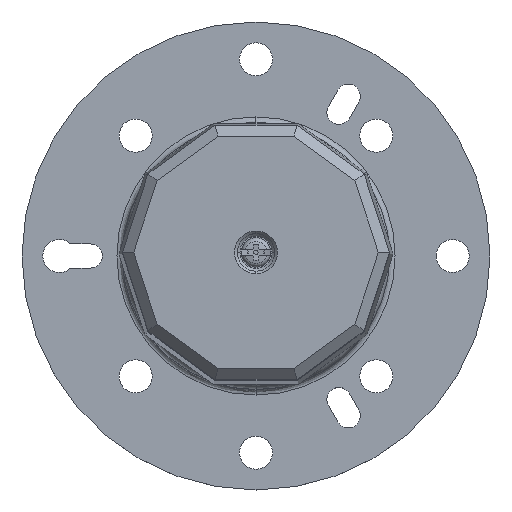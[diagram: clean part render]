
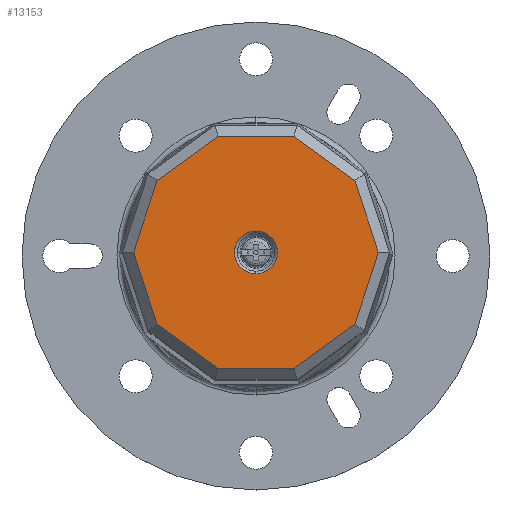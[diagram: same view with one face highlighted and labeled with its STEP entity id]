
A CAD part, top view. The second image highlights one B-rep face of the part: STEP entity #13153.
In plain terms, the highlighted planar face has unit normal (0, 0, 1).
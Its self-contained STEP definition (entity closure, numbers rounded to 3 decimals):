
#12385=CARTESIAN_POINT('',(0.,-4.,380.));
#12386=VERTEX_POINT('',#12385);
#12395=CARTESIAN_POINT('',(0.,4.,380.));
#12396=VERTEX_POINT('',#12395);
#12397=CARTESIAN_POINT('',(0.,0.,380.));
#12398=DIRECTION('',(0.0,0.0,1.0));
#12399=DIRECTION('',(0.0,-1.0,0.0));
#12400=AXIS2_PLACEMENT_3D('',#12397,#12398,#12399);
#12401=CIRCLE('',#12400,4.0);
#12402=EDGE_CURVE('',#12386,#12396,#12401,.T.);
#12891=CARTESIAN_POINT('',(-7.067,-21.75,380.));
#12892=VERTEX_POINT('',#12891);
#12893=CARTESIAN_POINT('',(-18.502,-13.442,380.));
#12894=VERTEX_POINT('',#12893);
#12895=CARTESIAN_POINT('',(-7.067,-21.75,380.));
#12896=DIRECTION('',(-0.809,0.588,0.0));
#12897=VECTOR('',#12896,14.134);
#12898=LINE('',#12895,#12897);
#12899=EDGE_CURVE('',#12892,#12894,#12898,.T.);
#12922=CARTESIAN_POINT('',(-22.869,0.,380.));
#12923=VERTEX_POINT('',#12922);
#12924=CARTESIAN_POINT('',(-18.502,-13.442,380.));
#12925=DIRECTION('',(-0.309,0.951,0.0));
#12926=VECTOR('',#12925,14.134);
#12927=LINE('',#12924,#12926);
#12928=EDGE_CURVE('',#12894,#12923,#12927,.T.);
#12946=CARTESIAN_POINT('',(-18.502,13.442,380.));
#12947=VERTEX_POINT('',#12946);
#12948=CARTESIAN_POINT('',(-22.869,0.,380.));
#12949=DIRECTION('',(0.309,0.951,0.0));
#12950=VECTOR('',#12949,14.134);
#12951=LINE('',#12948,#12950);
#12952=EDGE_CURVE('',#12923,#12947,#12951,.T.);
#12970=CARTESIAN_POINT('',(-7.067,21.75,380.));
#12971=VERTEX_POINT('',#12970);
#12972=CARTESIAN_POINT('',(-18.502,13.442,380.));
#12973=DIRECTION('',(0.809,0.588,0.0));
#12974=VECTOR('',#12973,14.134);
#12975=LINE('',#12972,#12974);
#12976=EDGE_CURVE('',#12947,#12971,#12975,.T.);
#12994=CARTESIAN_POINT('',(7.067,21.75,380.));
#12995=VERTEX_POINT('',#12994);
#12996=CARTESIAN_POINT('',(-7.067,21.75,380.));
#12997=DIRECTION('',(1.0,0.0,0.0));
#12998=VECTOR('',#12997,14.134);
#12999=LINE('',#12996,#12998);
#13000=EDGE_CURVE('',#12971,#12995,#12999,.T.);
#13018=CARTESIAN_POINT('',(18.502,13.442,380.));
#13019=VERTEX_POINT('',#13018);
#13020=CARTESIAN_POINT('',(7.067,21.75,380.));
#13021=DIRECTION('',(0.809,-0.588,0.0));
#13022=VECTOR('',#13021,14.134);
#13023=LINE('',#13020,#13022);
#13024=EDGE_CURVE('',#12995,#13019,#13023,.T.);
#13042=CARTESIAN_POINT('',(22.869,0.,380.));
#13043=VERTEX_POINT('',#13042);
#13044=CARTESIAN_POINT('',(18.502,13.442,380.));
#13045=DIRECTION('',(0.309,-0.951,0.0));
#13046=VECTOR('',#13045,14.134);
#13047=LINE('',#13044,#13046);
#13048=EDGE_CURVE('',#13019,#13043,#13047,.T.);
#13066=CARTESIAN_POINT('',(18.502,-13.442,380.));
#13067=VERTEX_POINT('',#13066);
#13068=CARTESIAN_POINT('',(22.869,0.,380.));
#13069=DIRECTION('',(-0.309,-0.951,0.0));
#13070=VECTOR('',#13069,14.134);
#13071=LINE('',#13068,#13070);
#13072=EDGE_CURVE('',#13043,#13067,#13071,.T.);
#13090=CARTESIAN_POINT('',(7.067,-21.75,380.));
#13091=VERTEX_POINT('',#13090);
#13092=CARTESIAN_POINT('',(18.502,-13.442,380.));
#13093=DIRECTION('',(-0.809,-0.588,0.0));
#13094=VECTOR('',#13093,14.134);
#13095=LINE('',#13092,#13094);
#13096=EDGE_CURVE('',#13067,#13091,#13095,.T.);
#13114=CARTESIAN_POINT('',(7.067,-21.75,380.));
#13115=DIRECTION('',(-1.0,0.0,0.0));
#13116=VECTOR('',#13115,14.134);
#13117=LINE('',#13114,#13116);
#13118=EDGE_CURVE('',#13091,#12892,#13117,.T.);
#13126=CARTESIAN_POINT('',(25.156,-23.925,380.));
#13127=DIRECTION('',(0.0,0.0,1.0));
#13128=DIRECTION('',(1.0,0.0,0.0));
#13129=AXIS2_PLACEMENT_3D('',#13126,#13127,#13128);
#13130=PLANE('',#13129);
#13131=ORIENTED_EDGE('',*,*,#12899,.F.);
#13132=ORIENTED_EDGE('',*,*,#13118,.F.);
#13133=ORIENTED_EDGE('',*,*,#13096,.F.);
#13134=ORIENTED_EDGE('',*,*,#13072,.F.);
#13135=ORIENTED_EDGE('',*,*,#13048,.F.);
#13136=ORIENTED_EDGE('',*,*,#13024,.F.);
#13137=ORIENTED_EDGE('',*,*,#13000,.F.);
#13138=ORIENTED_EDGE('',*,*,#12976,.F.);
#13139=ORIENTED_EDGE('',*,*,#12952,.F.);
#13140=ORIENTED_EDGE('',*,*,#12928,.F.);
#13141=EDGE_LOOP('',(#13131,#13132,#13133,#13134,#13135,#13136,#13137,#13138,#13139,#13140));
#13142=FACE_OUTER_BOUND('',#13141,.T.);
#13143=CARTESIAN_POINT('',(0.,0.,380.));
#13144=DIRECTION('',(0.0,0.0,1.0));
#13145=DIRECTION('',(0.0,-1.0,0.0));
#13146=AXIS2_PLACEMENT_3D('',#13143,#13144,#13145);
#13147=CIRCLE('',#13146,4.0);
#13148=EDGE_CURVE('',#12396,#12386,#13147,.T.);
#13149=ORIENTED_EDGE('',*,*,#13148,.F.);
#13150=ORIENTED_EDGE('',*,*,#12402,.F.);
#13151=EDGE_LOOP('',(#13149,#13150));
#13152=FACE_BOUND('',#13151,.T.);
#13153=ADVANCED_FACE('',(#13142,#13152),#13130,.T.);
